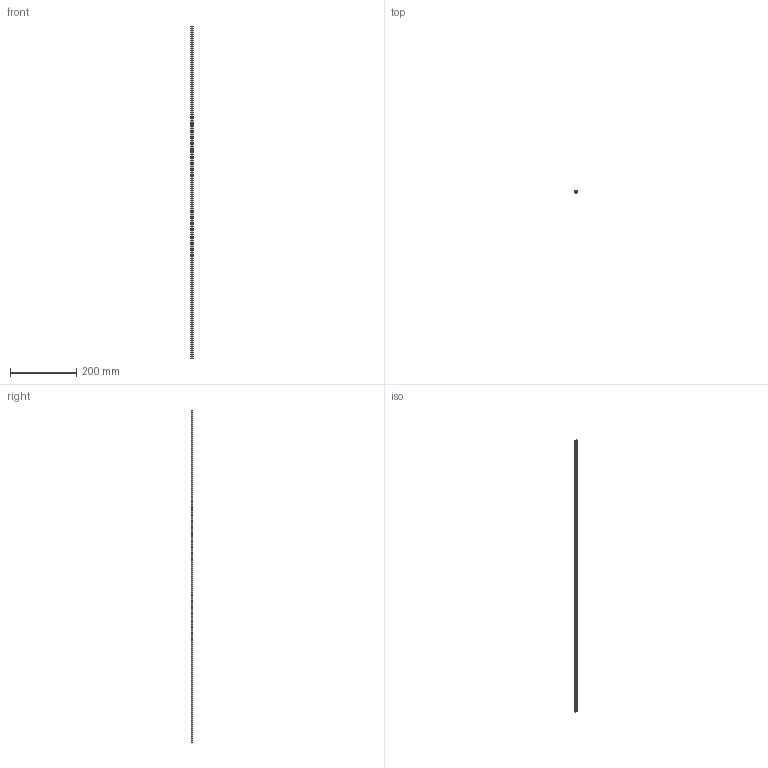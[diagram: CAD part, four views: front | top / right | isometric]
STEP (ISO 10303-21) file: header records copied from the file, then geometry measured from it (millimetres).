
FILE_DESCRIPTION (( 'STEP AP214' ), '1' );
FILE_NAME ('Z15 Çàãëóøêà äëÿ ïàçà 6 ìì, (÷åðíàÿ).STEP', '2019-04-04T13:12:08', ( 'Ïîëüçîâàòåëü Windows' ), ( '' ), 'SwSTEP 2.0', 'SolidWorks 2018', '' );
FILE_SCHEMA (( 'AUTOMOTIVE_DESIGN' ));
Length unit declared in the file: millimetre
Products named in the file (1): Z15 Çàãëóøêà äëÿ ïàçà 6 ìì, (÷åðíàÿ)
Bounding box: 7.1 x 4.5 x 1000 mm (x, y, z)
Volume: 9107.8 mm3; surface area: 29755.6 mm2
Topology: 1 solids, 1 shells, 28 faces, 78 edges, 52 vertices
Faces by surface type: plane 18, cylinder 8, bspline 2
Entity records: 1052 total; most frequent: CARTESIAN_POINT 303, ORIENTED_EDGE 156, DIRECTION 140, EDGE_CURVE 78, VECTOR 54, LINE 54, VERTEX_POINT 52, AXIS2_PLACEMENT_3D 43
